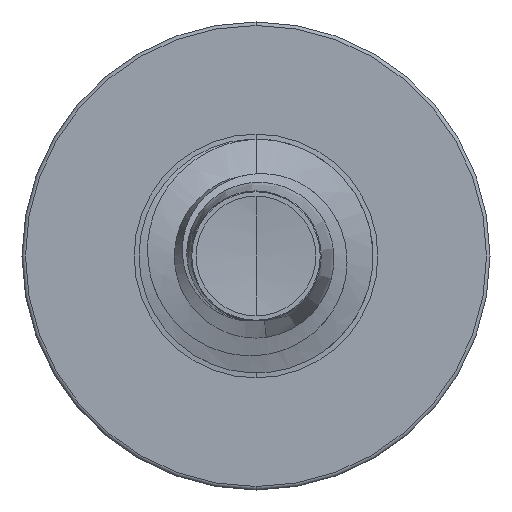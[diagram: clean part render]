
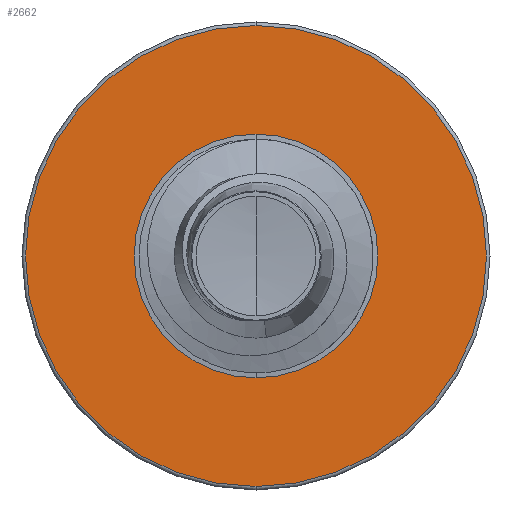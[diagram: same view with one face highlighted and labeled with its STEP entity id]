
A CAD part, front view. The second image highlights one B-rep face of the part: STEP entity #2662.
In plain terms, the highlighted planar face has unit normal (0, -1, 0).
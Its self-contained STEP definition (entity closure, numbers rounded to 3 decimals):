
#765 = DIRECTION ( 'NONE',  ( 0., 0., 1. ) ) ;
#781 = DIRECTION ( 'NONE',  ( 0., 1., 0. ) ) ;
#797 = CARTESIAN_POINT ( 'NONE',  ( 0., 3., 0. ) ) ;
#936 = DIRECTION ( 'NONE',  ( 0., 0., 1. ) ) ;
#961 = DIRECTION ( 'NONE',  ( 0., 1., 0. ) ) ;
#978 = CARTESIAN_POINT ( 'NONE',  ( 0., 3., 0. ) ) ;
#985 = CARTESIAN_POINT ( 'NONE',  ( 0., 3., 2.955 ) ) ;
#2288 = CARTESIAN_POINT ( 'NONE',  ( 0., 3., -2.955 ) ) ;
#2553 = EDGE_LOOP ( 'NONE', ( #10758, #10390 ) ) ;
#2662 = ADVANCED_FACE ( 'NONE', ( #7818, #11198 ), #2862, .F. ) ;
#2829 = DIRECTION ( 'NONE',  ( 0., 0., 1. ) ) ;
#2844 = DIRECTION ( 'NONE',  ( 0., 1., 0. ) ) ;
#2862 = PLANE ( 'NONE',  #10562 ) ;
#4846 = DIRECTION ( 'NONE',  ( 0., 0., 1. ) ) ;
#4869 = DIRECTION ( 'NONE',  ( 0., 1., 0. ) ) ;
#4880 = CARTESIAN_POINT ( 'NONE',  ( 0., 3., 0. ) ) ;
#5349 = CARTESIAN_POINT ( 'NONE',  ( 0., 3., -1.562 ) ) ;
#6071 = ORIENTED_EDGE ( 'NONE', *, *, #7521, .F. ) ;
#6134 = CARTESIAN_POINT ( 'NONE',  ( 0., 3., -1.562 ) ) ;
#6489 = CIRCLE ( 'NONE', #9903, 2.955 ) ;
#7514 = DIRECTION ( 'NONE',  ( 0., 0., 1. ) ) ;
#7521 = EDGE_CURVE ( 'NONE', #10659, #10567, #6489, .T. ) ;
#7527 = DIRECTION ( 'NONE',  ( 0., 1., 0. ) ) ;
#7543 = CARTESIAN_POINT ( 'NONE',  ( 0., 3., 0. ) ) ;
#7651 = AXIS2_PLACEMENT_3D ( 'NONE', #7543, #7527, #7514 ) ;
#7721 = CARTESIAN_POINT ( 'NONE',  ( 0., 3., 1.562 ) ) ;
#7818 = FACE_OUTER_BOUND ( 'NONE', #11515, .T. ) ;
#8020 = VERTEX_POINT ( 'NONE', #7721 ) ;
#8078 = CIRCLE ( 'NONE', #7651, 2.955 ) ;
#8752 = ORIENTED_EDGE ( 'NONE', *, *, #11314, .F. ) ;
#9195 = AXIS2_PLACEMENT_3D ( 'NONE', #4880, #4869, #4846 ) ;
#9830 = EDGE_CURVE ( 'NONE', #11403, #8020, #11043, .T. ) ;
#9903 = AXIS2_PLACEMENT_3D ( 'NONE', #978, #961, #936 ) ;
#10390 = ORIENTED_EDGE ( 'NONE', *, *, #9830, .T. ) ;
#10403 = CIRCLE ( 'NONE', #9195, 1.562 ) ;
#10562 = AXIS2_PLACEMENT_3D ( 'NONE', #5349, #2844, #2829 ) ;
#10567 = VERTEX_POINT ( 'NONE', #2288 ) ;
#10659 = VERTEX_POINT ( 'NONE', #985 ) ;
#10758 = ORIENTED_EDGE ( 'NONE', *, *, #11487, .T. ) ;
#10972 = AXIS2_PLACEMENT_3D ( 'NONE', #797, #781, #765 ) ;
#11043 = CIRCLE ( 'NONE', #10972, 1.562 ) ;
#11198 = FACE_BOUND ( 'NONE', #2553, .T. ) ;
#11314 = EDGE_CURVE ( 'NONE', #10567, #10659, #8078, .T. ) ;
#11403 = VERTEX_POINT ( 'NONE', #6134 ) ;
#11487 = EDGE_CURVE ( 'NONE', #8020, #11403, #10403, .T. ) ;
#11515 = EDGE_LOOP ( 'NONE', ( #6071, #8752 ) ) ;
